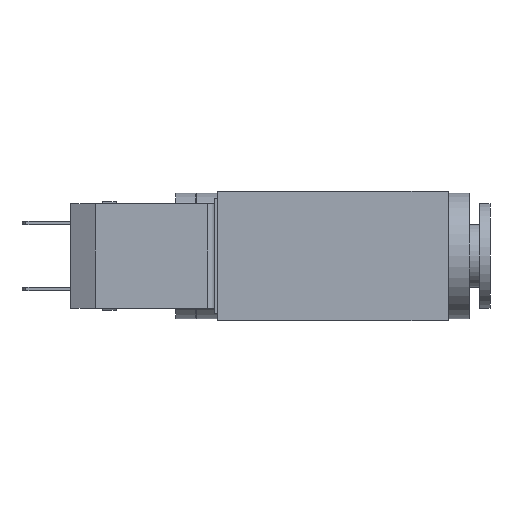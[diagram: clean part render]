
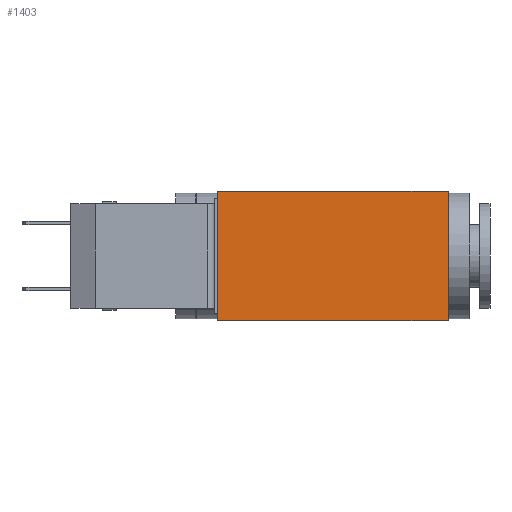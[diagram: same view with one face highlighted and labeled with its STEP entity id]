
A CAD part, left-side view. The second image highlights one B-rep face of the part: STEP entity #1403.
In plain terms, the highlighted planar face has unit normal (-1, 0, 0).
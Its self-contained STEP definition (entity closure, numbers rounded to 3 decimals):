
#1364=CARTESIAN_POINT('',(-46.5,-0.5,0.));
#1365=DIRECTION('',(1.0,0.0,0.0));
#1366=DIRECTION('',(0.0,0.0,-1.0));
#1367=AXIS2_PLACEMENT_3D('',#1364,#1365,#1366);
#1368=PLANE('',#1367);
#1369=CARTESIAN_POINT('',(-46.5,-17.,9.25));
#1370=VERTEX_POINT('',#1369);
#1371=CARTESIAN_POINT('',(-46.5,-17.0,-9.25));
#1372=VERTEX_POINT('',#1371);
#1373=CARTESIAN_POINT('',(-46.5,-17.,9.25));
#1374=DIRECTION('',(0.0,0.0,-1.0));
#1375=VECTOR('',#1374,18.5);
#1376=LINE('',#1373,#1375);
#1377=EDGE_CURVE('',#1370,#1372,#1376,.T.);
#1378=ORIENTED_EDGE('',*,*,#1377,.F.);
#1379=CARTESIAN_POINT('',(-46.5,16.,9.25));
#1380=VERTEX_POINT('',#1379);
#1381=CARTESIAN_POINT('',(-46.5,16.,9.25));
#1382=DIRECTION('',(0.0,-1.0,0.0));
#1383=VECTOR('',#1382,33.0);
#1384=LINE('',#1381,#1383);
#1385=EDGE_CURVE('',#1380,#1370,#1384,.T.);
#1386=ORIENTED_EDGE('',*,*,#1385,.F.);
#1387=CARTESIAN_POINT('',(-46.5,16.,-9.25));
#1388=VERTEX_POINT('',#1387);
#1389=CARTESIAN_POINT('',(-46.5,16.,-9.25));
#1390=DIRECTION('',(0.0,0.0,1.0));
#1391=VECTOR('',#1390,18.5);
#1392=LINE('',#1389,#1391);
#1393=EDGE_CURVE('',#1388,#1380,#1392,.T.);
#1394=ORIENTED_EDGE('',*,*,#1393,.F.);
#1395=CARTESIAN_POINT('',(-46.5,-17.0,-9.25));
#1396=DIRECTION('',(0.0,1.0,0.0));
#1397=VECTOR('',#1396,33.);
#1398=LINE('',#1395,#1397);
#1399=EDGE_CURVE('',#1372,#1388,#1398,.T.);
#1400=ORIENTED_EDGE('',*,*,#1399,.F.);
#1401=EDGE_LOOP('',(#1378,#1386,#1394,#1400));
#1402=FACE_OUTER_BOUND('',#1401,.T.);
#1403=ADVANCED_FACE('',(#1402),#1368,.F.);
